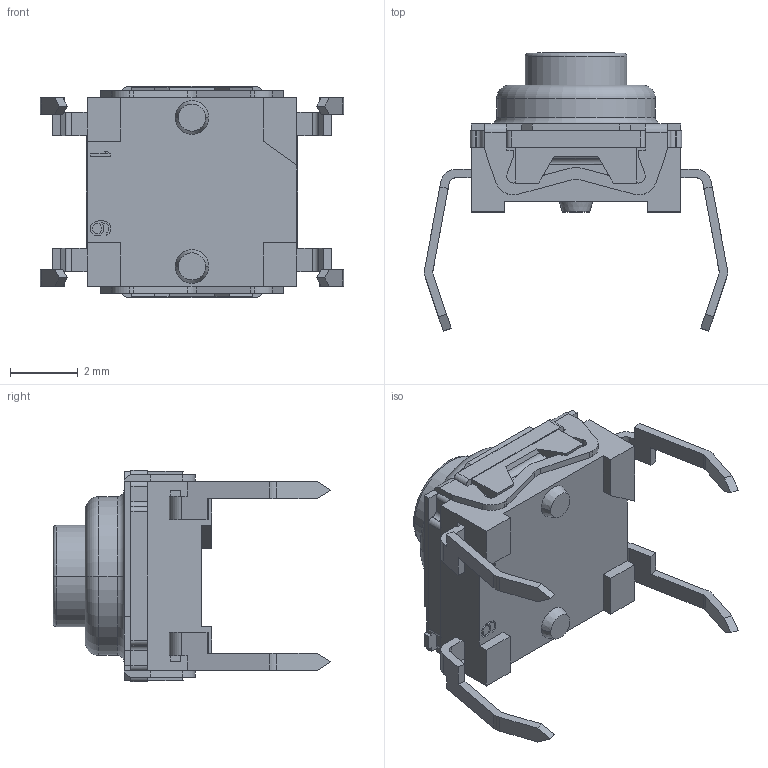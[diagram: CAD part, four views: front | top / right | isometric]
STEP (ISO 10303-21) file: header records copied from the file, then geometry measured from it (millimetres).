
FILE_DESCRIPTION (( 'STEP AP214' ), '1' );
FILE_NAME ('KSA0M332LFT.STEP', '2021-03-08T18:25:35', ( '' ), ( '' ), 'SwSTEP 2.0', 'SolidWorks 2018', '' );
FILE_SCHEMA (( 'AUTOMOTIVE_DESIGN' ));
Length unit declared in the file: millimetre
Products named in the file (1): KSA0M332LFT
Bounding box: 8.97 x 8.22 x 6.25 mm (x, y, z)
Volume: 103.9 mm3; surface area: 285.8 mm2
Topology: 1 solids, 1 shells, 422 faces, 1171 edges, 768 vertices
Faces by surface type: plane 312, cylinder 76, torus 22, cone 10, sphere 2
Entity records: 14794 total; most frequent: CARTESIAN_POINT 2418, ORIENTED_EDGE 2342, DIRECTION 2247, EDGE_CURVE 1171, VECTOR 925, LINE 925, VERTEX_POINT 768, AXIS2_PLACEMENT_3D 661
